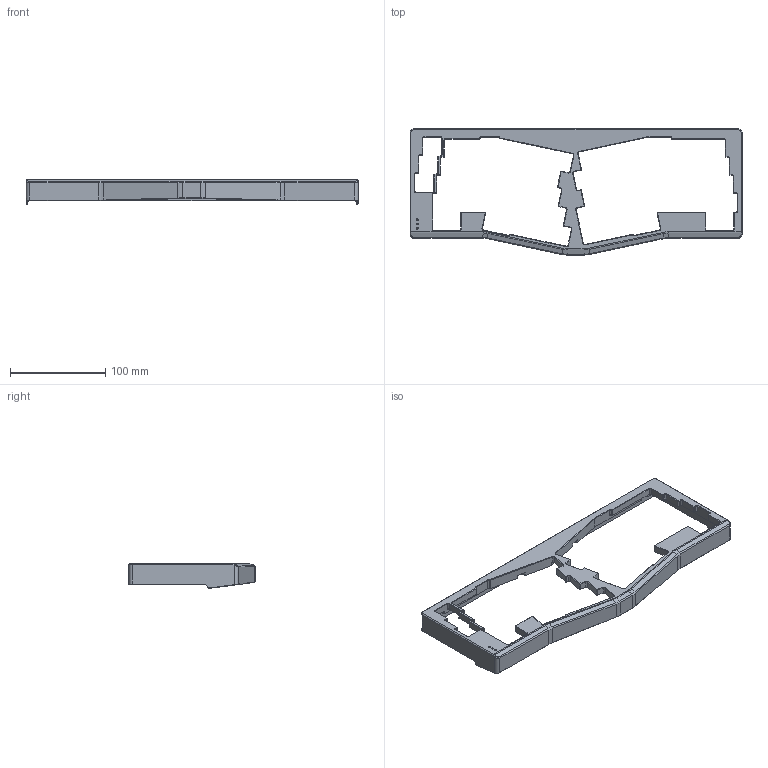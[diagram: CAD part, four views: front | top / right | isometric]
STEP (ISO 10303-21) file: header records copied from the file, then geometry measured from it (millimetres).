
FILE_DESCRIPTION(/* description */ (''),/* implementation_level */ '2;1');
FILE_NAME(/* name */ 'Top.step',/* time_stamp */ '2022-03-14T10:25:15+02:00',/* author */ (''),/* organization */ (''),/* preprocessor_version */ 'ST-DEVELOPER v18.1',/* originating_system */ 'Autodesk Translation Framework v10.13.0.1454',/* authorisation */ '');
FILE_SCHEMA (('AUTOMOTIVE_DESIGN { 1 0 10303 214 3 1 1 }'));
Length unit declared in the file: millimetre
Products named in the file (1): Top
Bounding box: 349.2 x 132.58 x 26.26 mm (x, y, z)
Volume: 145610.4 mm3; surface area: 69291.4 mm2
Topology: 1 solids, 1 shells, 517 faces, 1324 edges, 809 vertices
Faces by surface type: plane 230, cylinder 148, cone 99, bspline 40
Full cylindrical faces by diameter (mm): 1.5 x3, 2.075 x8, 2.529 x8, 4 x3
Entity records: 15962 total; most frequent: CARTESIAN_POINT 3481, ORIENTED_EDGE 2616, DIRECTION 2561, EDGE_CURVE 1308, LINE 867, VECTOR 867, AXIS2_PLACEMENT_3D 847, VERTEX_POINT 809
